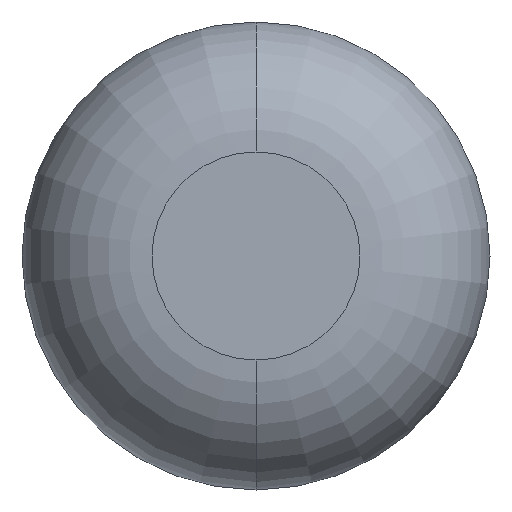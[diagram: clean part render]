
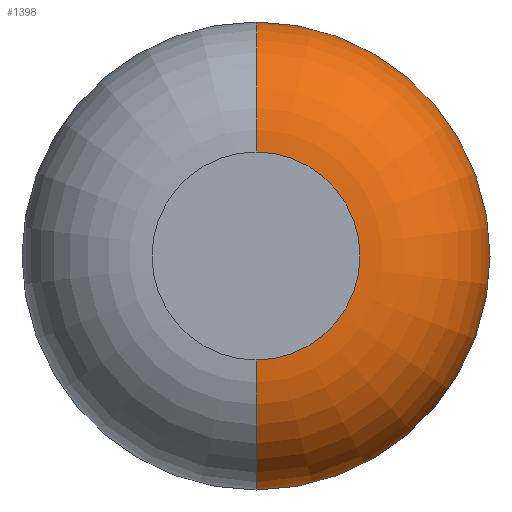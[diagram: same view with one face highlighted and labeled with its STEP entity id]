
A CAD part, front view. The second image highlights one B-rep face of the part: STEP entity #1398.
In plain terms, the highlighted toroidal (fillet/blend) face has major radius 2.4 mm and minor radius 3 mm.
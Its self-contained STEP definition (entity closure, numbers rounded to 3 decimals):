
#22 = DIRECTION ( 'NONE',  ( 0., 0., 1. ) ) ;
#62 = CARTESIAN_POINT ( 'NONE',  ( 0., 0., 2.4 ) ) ;
#111 = EDGE_CURVE ( 'NONE', #2773, #668, #903, .T. ) ;
#284 = TOROIDAL_SURFACE ( 'NONE', #1290, 2.4, 3. ) ;
#309 = DIRECTION ( 'NONE',  ( 0., 0., 1. ) ) ;
#359 = CARTESIAN_POINT ( 'NONE',  ( 0., 3., 5.4 ) ) ;
#668 = VERTEX_POINT ( 'NONE', #359 ) ;
#807 = DIRECTION ( 'NONE',  ( 0., 0., -1. ) ) ;
#903 = CIRCLE ( 'NONE', #2339, 3. ) ;
#972 = CARTESIAN_POINT ( 'NONE',  ( 0., 3., -5.4 ) ) ;
#1019 = DIRECTION ( 'NONE',  ( 1., 0., 0. ) ) ;
#1033 = AXIS2_PLACEMENT_3D ( 'NONE', #2592, #1019, #807 ) ;
#1138 = DIRECTION ( 'NONE',  ( 0., 1., 0. ) ) ;
#1254 = DIRECTION ( 'NONE',  ( 0., 1., 0. ) ) ;
#1263 = ORIENTED_EDGE ( 'NONE', *, *, #111, .F. ) ;
#1278 = DIRECTION ( 'NONE',  ( 0., 1., 0. ) ) ;
#1283 = ORIENTED_EDGE ( 'NONE', *, *, #2252, .F. ) ;
#1290 = AXIS2_PLACEMENT_3D ( 'NONE', #2284, #1138, #22 ) ;
#1398 = ADVANCED_FACE ( 'NONE', ( #1570 ), #284, .T. ) ;
#1504 = EDGE_CURVE ( 'NONE', #1676, #1761, #2387, .T. ) ;
#1530 = CARTESIAN_POINT ( 'NONE',  ( 0., 0., 0. ) ) ;
#1533 = CIRCLE ( 'NONE', #2857, 2.4 ) ;
#1570 = FACE_OUTER_BOUND ( 'NONE', #2609, .T. ) ;
#1601 = EDGE_CURVE ( 'NONE', #2773, #1676, #1533, .T. ) ;
#1642 = DIRECTION ( 'NONE',  ( -1., 0., 0. ) ) ;
#1672 = CARTESIAN_POINT ( 'NONE',  ( 0., 0., -2.4 ) ) ;
#1676 = VERTEX_POINT ( 'NONE', #1672 ) ;
#1761 = VERTEX_POINT ( 'NONE', #972 ) ;
#1990 = ORIENTED_EDGE ( 'NONE', *, *, #1601, .T. ) ;
#2252 = EDGE_CURVE ( 'NONE', #668, #1761, #2858, .T. ) ;
#2284 = CARTESIAN_POINT ( 'NONE',  ( 0., 3., 0. ) ) ;
#2339 = AXIS2_PLACEMENT_3D ( 'NONE', #2750, #1642, #309 ) ;
#2387 = CIRCLE ( 'NONE', #1033, 3. ) ;
#2592 = CARTESIAN_POINT ( 'NONE',  ( 0., 3., -2.4 ) ) ;
#2609 = EDGE_LOOP ( 'NONE', ( #1990, #2733, #1283, #1263 ) ) ;
#2611 = DIRECTION ( 'NONE',  ( 0., 0., 1. ) ) ;
#2620 = CARTESIAN_POINT ( 'NONE',  ( 0., 3., 0. ) ) ;
#2727 = AXIS2_PLACEMENT_3D ( 'NONE', #2620, #1254, #2611 ) ;
#2733 = ORIENTED_EDGE ( 'NONE', *, *, #1504, .T. ) ;
#2750 = CARTESIAN_POINT ( 'NONE',  ( 0., 3., 2.4 ) ) ;
#2773 = VERTEX_POINT ( 'NONE', #62 ) ;
#2855 = DIRECTION ( 'NONE',  ( 0., 0., 1. ) ) ;
#2857 = AXIS2_PLACEMENT_3D ( 'NONE', #1530, #1278, #2855 ) ;
#2858 = CIRCLE ( 'NONE', #2727, 5.4 ) ;
